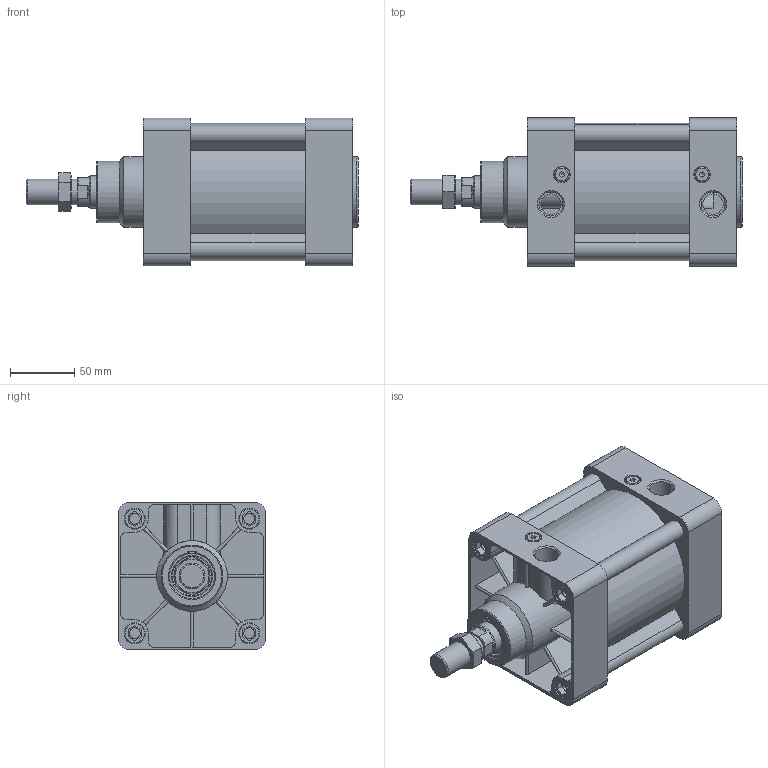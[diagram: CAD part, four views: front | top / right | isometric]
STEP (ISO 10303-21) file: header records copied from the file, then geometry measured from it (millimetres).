
FILE_DESCRIPTION( ( 'STEP AP203' ), '1' );
FILE_NAME( 'VBC100X25-0(0).stp', '2021-10-12T01:54:58', ( 'License CC BY-ND 4.0' ), ( 'CADENAS' ), ' ', 'PARTsolutions', ' ' );
FILE_SCHEMA( ( 'CONFIG_CONTROL_DESIGN' ) );
Length unit declared in the file: millimetre
Products named in the file (4): VBC100X25-0(0); _VBC100X25-0(0)_dummy; _VBC100x25; _100x25-0
Assembly tree (3 placements, depth 2):
  VBC100X25-0(0)
    _VBC100X25-0(0)_dummy
    _VBC100x25
    _100x25-0
Bounding box: 258 x 115 x 115 mm (x, y, z)
Volume: 1096891.7 mm3; surface area: 299536.3 mm2
Topology: 2 solids, 10 shells, 446 faces, 1074 edges, 698 vertices
Faces by surface type: plane 263, cylinder 126, cone 41, torus 13, bspline 3
Full cylindrical faces by diameter (mm): 4 x2, 8.376 x8, 8.4 x2, 10.8 x2, 12 x6, 16 x10, 16.5 x8, 18.631 x2, 20 x2, 24 x1, 25 x3, 48 x1, 55 x2, 100 x2
Entity records: 13356 total; most frequent: CARTESIAN_POINT 3116, DIRECTION 2108, ORIENTED_EDGE 1934, EDGE_CURVE 967, AXIS2_PLACEMENT_3D 766, VERTEX_POINT 681, EDGE_LOOP 598, LINE 576
